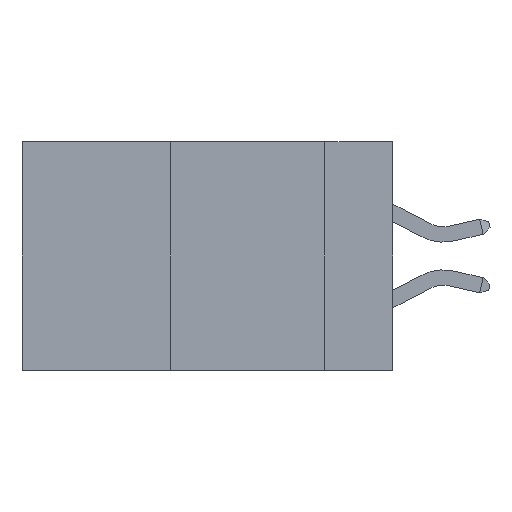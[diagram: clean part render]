
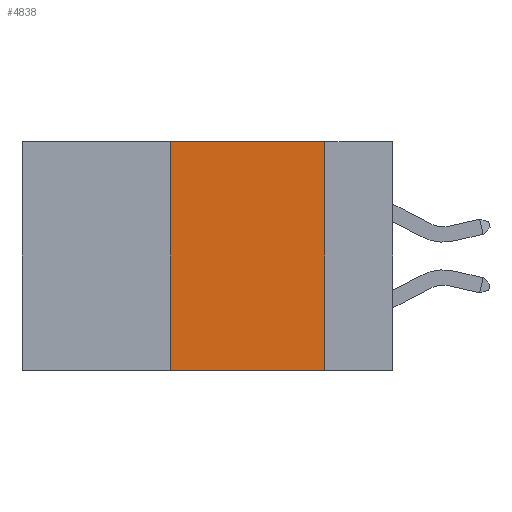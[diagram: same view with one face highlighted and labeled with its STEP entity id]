
A CAD part, left-side view. The second image highlights one B-rep face of the part: STEP entity #4838.
In plain terms, the highlighted planar face has unit normal (-1, 0, 0).
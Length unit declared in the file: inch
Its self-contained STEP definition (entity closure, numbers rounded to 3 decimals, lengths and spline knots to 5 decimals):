
#215 = EDGE_CURVE ( 'NONE', #12215, #5144, #8893, .T. ) ;
#689 = EDGE_LOOP ( 'NONE', ( #14061, #12279, #5449, #12693 ) ) ;
#1488 = CARTESIAN_POINT ( 'NONE',  ( 0., 0.36, 0. ) ) ;
#1695 = VECTOR ( 'NONE', #11384, 39.37008 ) ;
#1896 = PLANE ( 'NONE',  #13751 ) ;
#1949 = DIRECTION ( 'NONE',  ( 0., -1., 0. ) ) ;
#2424 = VERTEX_POINT ( 'NONE', #9531 ) ;
#2744 = DIRECTION ( 'NONE',  ( 0., 0., -1. ) ) ;
#4250 = LINE ( 'NONE', #14249, #10114 ) ;
#4288 = DIRECTION ( 'NONE',  ( 0., 0., -1. ) ) ;
#4514 = EDGE_CURVE ( 'NONE', #2424, #12215, #6387, .T. ) ;
#4838 = ADVANCED_FACE ( 'NONE', ( #13132 ), #1896, .F. ) ;
#5144 = VERTEX_POINT ( 'NONE', #15316 ) ;
#5449 = ORIENTED_EDGE ( 'NONE', *, *, #14996, .F. ) ;
#6166 = CARTESIAN_POINT ( 'NONE',  ( 0., 0.36, -0.37 ) ) ;
#6387 = LINE ( 'NONE', #13914, #1695 ) ;
#6670 = CARTESIAN_POINT ( 'NONE',  ( 0., 0.11, 0. ) ) ;
#6891 = CARTESIAN_POINT ( 'NONE',  ( 0., 0.6, 0. ) ) ;
#6952 = EDGE_CURVE ( 'NONE', #14918, #5144, #4250, .T. ) ;
#8044 = DIRECTION ( 'NONE',  ( 0., 0., 1. ) ) ;
#8893 = LINE ( 'NONE', #6670, #10459 ) ;
#9531 = CARTESIAN_POINT ( 'NONE',  ( 0., 0.36, 0. ) ) ;
#10059 = VECTOR ( 'NONE', #8044, 39.37008 ) ;
#10114 = VECTOR ( 'NONE', #1949, 39.37008 ) ;
#10459 = VECTOR ( 'NONE', #2744, 39.37008 ) ;
#11384 = DIRECTION ( 'NONE',  ( 0., -1., 0. ) ) ;
#11488 = LINE ( 'NONE', #1488, #10059 ) ;
#11916 = DIRECTION ( 'NONE',  ( 1., 0., 0. ) ) ;
#12215 = VERTEX_POINT ( 'NONE', #14470 ) ;
#12279 = ORIENTED_EDGE ( 'NONE', *, *, #4514, .F. ) ;
#12693 = ORIENTED_EDGE ( 'NONE', *, *, #6952, .T. ) ;
#13132 = FACE_OUTER_BOUND ( 'NONE', #689, .T. ) ;
#13751 = AXIS2_PLACEMENT_3D ( 'NONE', #6891, #11916, #4288 ) ;
#13914 = CARTESIAN_POINT ( 'NONE',  ( 0., 0.6, 0. ) ) ;
#14061 = ORIENTED_EDGE ( 'NONE', *, *, #215, .F. ) ;
#14249 = CARTESIAN_POINT ( 'NONE',  ( 0., 0.6, -0.37 ) ) ;
#14470 = CARTESIAN_POINT ( 'NONE',  ( 0., 0.11, 0. ) ) ;
#14918 = VERTEX_POINT ( 'NONE', #6166 ) ;
#14996 = EDGE_CURVE ( 'NONE', #14918, #2424, #11488, .T. ) ;
#15316 = CARTESIAN_POINT ( 'NONE',  ( 0., 0.11, -0.37 ) ) ;
